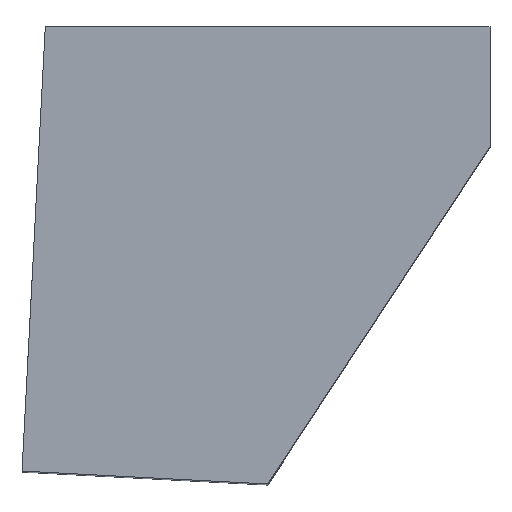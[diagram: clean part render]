
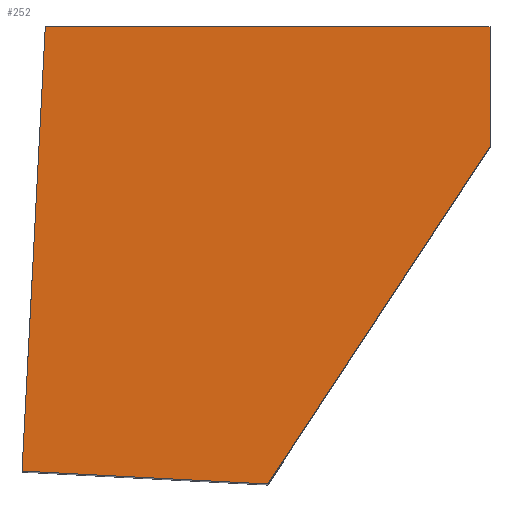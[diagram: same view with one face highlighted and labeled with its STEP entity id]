
A CAD part, top view. The second image highlights one B-rep face of the part: STEP entity #252.
In plain terms, the highlighted planar face has unit normal (0, 0, 1).
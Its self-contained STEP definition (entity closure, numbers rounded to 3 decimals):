
#38=FACE_OUTER_BOUND('',#53,.T.);
#53=EDGE_LOOP('',(#174,#175,#176,#177,#178));
#71=LINE('',#394,#92);
#75=LINE('',#402,#96);
#76=LINE('',#404,#97);
#77=LINE('',#406,#98);
#78=LINE('',#407,#99);
#92=VECTOR('',#313,10.);
#96=VECTOR('',#319,10.);
#97=VECTOR('',#320,10.);
#98=VECTOR('',#321,10.);
#99=VECTOR('',#322,10.);
#113=VERTEX_POINT('',#392);
#114=VERTEX_POINT('',#393);
#117=VERTEX_POINT('',#401);
#118=VERTEX_POINT('',#403);
#119=VERTEX_POINT('',#405);
#135=EDGE_CURVE('',#113,#114,#71,.T.);
#139=EDGE_CURVE('',#113,#117,#75,.T.);
#140=EDGE_CURVE('',#117,#118,#76,.T.);
#141=EDGE_CURVE('',#118,#119,#77,.T.);
#142=EDGE_CURVE('',#119,#114,#78,.T.);
#174=ORIENTED_EDGE('',*,*,#135,.F.);
#175=ORIENTED_EDGE('',*,*,#139,.T.);
#176=ORIENTED_EDGE('',*,*,#140,.T.);
#177=ORIENTED_EDGE('',*,*,#141,.T.);
#178=ORIENTED_EDGE('',*,*,#142,.T.);
#241=PLANE('',#281);
#252=ADVANCED_FACE('',(#38),#241,.T.);
#281=AXIS2_PLACEMENT_3D('',#400,#317,#318);
#313=DIRECTION('',(-0.549,-0.836,0.));
#317=DIRECTION('center_axis',(0.,0.,1.));
#318=DIRECTION('ref_axis',(1.,0.,0.));
#319=DIRECTION('',(0.,1.,0.));
#320=DIRECTION('',(-1.,0.,0.));
#321=DIRECTION('',(-0.052,-0.999,0.));
#322=DIRECTION('',(0.999,-0.052,0.));
#392=CARTESIAN_POINT('',(14.,-3.753,20.));
#393=CARTESIAN_POINT('',(7.01,-14.387,20.));
#394=CARTESIAN_POINT('',(10.309,-9.367,20.));
#400=CARTESIAN_POINT('Origin',(6.634,-7.376,20.));
#401=CARTESIAN_POINT('',(14.,0.,20.));
#402=CARTESIAN_POINT('',(14.,-3.8,20.));
#403=CARTESIAN_POINT('',(0.,0.,20.));
#404=CARTESIAN_POINT('',(0.,0.,20.));
#405=CARTESIAN_POINT('',(-0.733,-13.981,20.));
#406=CARTESIAN_POINT('',(0.,0.,20.));
#407=CARTESIAN_POINT('',(3.062,-14.18,20.));
